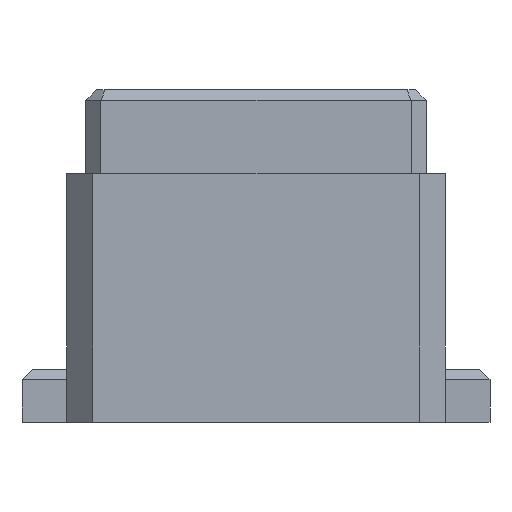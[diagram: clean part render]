
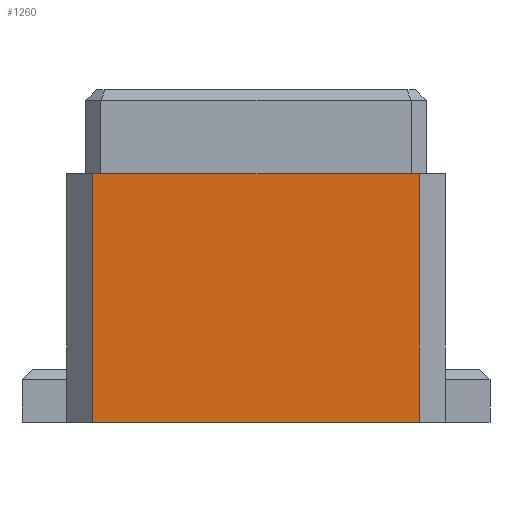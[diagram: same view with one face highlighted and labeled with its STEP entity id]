
A CAD part, left-side view. The second image highlights one B-rep face of the part: STEP entity #1260.
In plain terms, the highlighted planar face has unit normal (-1, 0, 0).
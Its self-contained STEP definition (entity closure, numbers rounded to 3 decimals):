
#79=FACE_OUTER_BOUND('',#150,.T.);
#150=EDGE_LOOP('',(#916,#917,#918,#919));
#254=LINE('',#1878,#411);
#258=LINE('',#1886,#415);
#259=LINE('',#1888,#416);
#260=LINE('',#1889,#417);
#411=VECTOR('',#1514,10.);
#415=VECTOR('',#1520,10.);
#416=VECTOR('',#1521,10.);
#417=VECTOR('',#1522,10.);
#556=VERTEX_POINT('',#1875);
#557=VERTEX_POINT('',#1877);
#560=VERTEX_POINT('',#1885);
#561=VERTEX_POINT('',#1887);
#689=EDGE_CURVE('',#557,#556,#254,.T.);
#693=EDGE_CURVE('',#556,#560,#258,.T.);
#694=EDGE_CURVE('',#561,#560,#259,.T.);
#695=EDGE_CURVE('',#561,#557,#260,.F.);
#916=ORIENTED_EDGE('',*,*,#689,.T.);
#917=ORIENTED_EDGE('',*,*,#693,.T.);
#918=ORIENTED_EDGE('',*,*,#694,.F.);
#919=ORIENTED_EDGE('',*,*,#695,.T.);
#1204=PLANE('',#1347);
#1260=ADVANCED_FACE('',(#79),#1204,.F.);
#1347=AXIS2_PLACEMENT_3D('',#1884,#1518,#1519);
#1514=DIRECTION('',(0.,1.,0.));
#1518=DIRECTION('center_axis',(1.,0.,0.));
#1519=DIRECTION('ref_axis',(0.,-1.,0.));
#1520=DIRECTION('',(0.,0.,-1.));
#1521=DIRECTION('',(0.,1.,0.));
#1522=DIRECTION('',(0.,0.,-1.));
#1875=CARTESIAN_POINT('',(-2.994,-59.099,-2.));
#1877=CARTESIAN_POINT('',(-2.994,-66.885,-2.));
#1878=CARTESIAN_POINT('',(-2.994,-60.833,-2.));
#1884=CARTESIAN_POINT('Origin',(-2.994,-58.674,-7.938));
#1885=CARTESIAN_POINT('',(-2.994,-59.099,-7.938));
#1886=CARTESIAN_POINT('',(-2.994,-59.099,-7.938));
#1887=CARTESIAN_POINT('',(-2.994,-66.885,-7.938));
#1888=CARTESIAN_POINT('',(-2.994,-29.337,-7.938));
#1889=CARTESIAN_POINT('',(-2.994,-66.885,-7.938));
